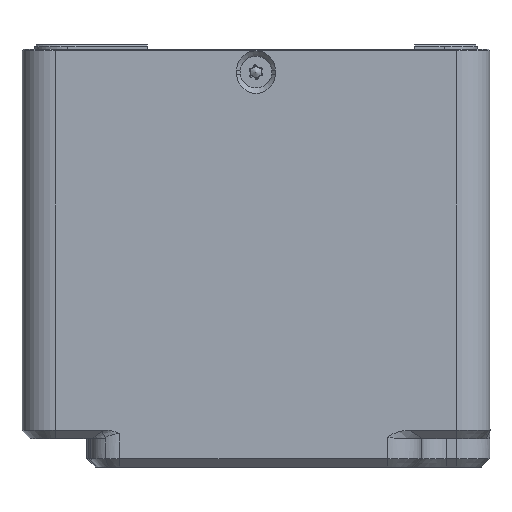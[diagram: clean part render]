
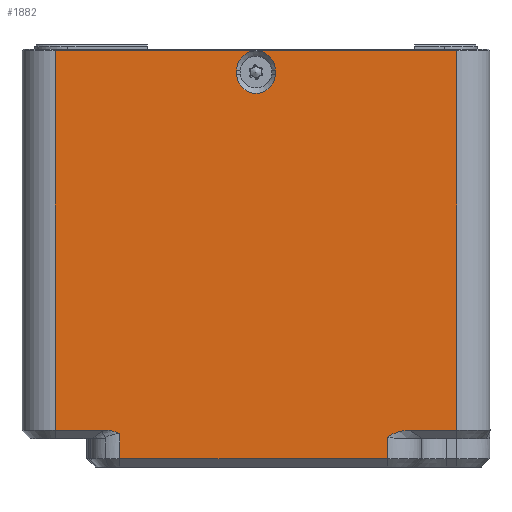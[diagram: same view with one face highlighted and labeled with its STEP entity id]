
A CAD part, front view. The second image highlights one B-rep face of the part: STEP entity #1882.
In plain terms, the highlighted planar face has unit normal (0, -1, 0).
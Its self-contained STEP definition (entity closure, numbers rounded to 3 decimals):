
#81 = CARTESIAN_POINT ( 'NONE',  ( 16.546, -28., -9.969 ) ) ;
#170 = AXIS2_PLACEMENT_3D ( 'NONE', #9195, #3475, #12218 ) ;
#531 = ORIENTED_EDGE ( 'NONE', *, *, #4597, .T. ) ;
#572 = VECTOR ( 'NONE', #9232, 1000. ) ;
#573 = CARTESIAN_POINT ( 'NONE',  ( -2.3, -28., 33. ) ) ;
#643 = ORIENTED_EDGE ( 'NONE', *, *, #13194, .T. ) ;
#820 = CARTESIAN_POINT ( 'NONE',  ( -24., -28., -13. ) ) ;
#830 = CARTESIAN_POINT ( 'NONE',  ( -24., -28., -9.6 ) ) ;
#952 = DIRECTION ( 'NONE',  ( 0., 0., 1. ) ) ;
#971 = CARTESIAN_POINT ( 'NONE',  ( -16.318, -28., -14. ) ) ;
#1594 = ORIENTED_EDGE ( 'NONE', *, *, #3181, .T. ) ;
#1618 = CARTESIAN_POINT ( 'NONE',  ( 24., -28., 36. ) ) ;
#1882 = ADVANCED_FACE ( 'NONE', ( #5951 ), #9043, .T. ) ;
#2000 = EDGE_CURVE ( 'NONE', #2422, #5392, #9801, .T. ) ;
#2062 = VERTEX_POINT ( 'NONE', #10671 ) ;
#2144 = CARTESIAN_POINT ( 'NONE',  ( -16.318, -28., -13. ) ) ;
#2294 = VERTEX_POINT ( 'NONE', #10861 ) ;
#2422 = VERTEX_POINT ( 'NONE', #14122 ) ;
#2509 = LINE ( 'NONE', #6890, #17039 ) ;
#2527 = CARTESIAN_POINT ( 'NONE',  ( -16.855, -28., -9.778 ) ) ;
#2853 = DIRECTION ( 'NONE',  ( 0., 1., 0. ) ) ;
#2854 = VERTEX_POINT ( 'NONE', #830 ) ;
#3181 = EDGE_CURVE ( 'NONE', #2062, #8212, #6358, .T. ) ;
#3475 = DIRECTION ( 'NONE',  ( 0., 1., 0. ) ) ;
#3850 = LINE ( 'NONE', #8278, #11678 ) ;
#4368 = VERTEX_POINT ( 'NONE', #17608 ) ;
#4393 = DIRECTION ( 'NONE',  ( 0., 0., -1. ) ) ;
#4454 = ORIENTED_EDGE ( 'NONE', *, *, #7717, .T. ) ;
#4518 = ORIENTED_EDGE ( 'NONE', *, *, #2000, .T. ) ;
#4592 = CARTESIAN_POINT ( 'NONE',  ( 24., -28., 35.8 ) ) ;
#4597 = EDGE_CURVE ( 'NONE', #5392, #16587, #8456, .T. ) ;
#4781 = EDGE_CURVE ( 'NONE', #15259, #5874, #12316, .T. ) ;
#5033 = DIRECTION ( 'NONE',  ( -1., 0., 0. ) ) ;
#5119 = CARTESIAN_POINT ( 'NONE',  ( 0., -28., 33.5 ) ) ;
#5313 = LINE ( 'NONE', #820, #5315 ) ;
#5315 = VECTOR ( 'NONE', #11445, 1000. ) ;
#5392 = VERTEX_POINT ( 'NONE', #11413 ) ;
#5443 = CARTESIAN_POINT ( 'NONE',  ( 2.3, -28., 33.5 ) ) ;
#5649 = CARTESIAN_POINT ( 'NONE',  ( -16.578, -28., -9.885 ) ) ;
#5874 = VERTEX_POINT ( 'NONE', #11519 ) ;
#5951 = FACE_OUTER_BOUND ( 'NONE', #12518, .T. ) ;
#5952 = EDGE_CURVE ( 'NONE', #11692, #2062, #3850, .T. ) ;
#6028 = CARTESIAN_POINT ( 'NONE',  ( -24., -28., 36. ) ) ;
#6156 = DIRECTION ( 'NONE',  ( -1., 0., 0. ) ) ;
#6358 = LINE ( 'NONE', #13611, #16897 ) ;
#6359 = CARTESIAN_POINT ( 'NONE',  ( 2.3, -28., 33. ) ) ;
#6890 = CARTESIAN_POINT ( 'NONE',  ( 15.75, -28., 36. ) ) ;
#7242 = ORIENTED_EDGE ( 'NONE', *, *, #14621, .T. ) ;
#7265 = EDGE_CURVE ( 'NONE', #4368, #9227, #2509, .T. ) ;
#7295 = CARTESIAN_POINT ( 'NONE',  ( 16.761, -28., -9.881 ) ) ;
#7389 = LINE ( 'NONE', #6028, #18294 ) ;
#7402 = ORIENTED_EDGE ( 'NONE', *, *, #5952, .T. ) ;
#7509 = LINE ( 'NONE', #16597, #572 ) ;
#7658 = DIRECTION ( 'NONE',  ( 0., 0., 1. ) ) ;
#7717 = EDGE_CURVE ( 'NONE', #5874, #2062, #16133, .T. ) ;
#7843 = EDGE_CURVE ( 'NONE', #16587, #4368, #5313, .T. ) ;
#8059 = ORIENTED_EDGE ( 'NONE', *, *, #9562, .T. ) ;
#8199 = LINE ( 'NONE', #11343, #19192 ) ;
#8212 = VERTEX_POINT ( 'NONE', #11043 ) ;
#8278 = CARTESIAN_POINT ( 'NONE',  ( -24., -28., 35.8 ) ) ;
#8456 = LINE ( 'NONE', #971, #16939 ) ;
#8596 = ORIENTED_EDGE ( 'NONE', *, *, #17669, .T. ) ;
#8728 = CARTESIAN_POINT ( 'NONE',  ( -17.71, -28., -9.6 ) ) ;
#8833 = CARTESIAN_POINT ( 'NONE',  ( 17.872, -28., -9.6 ) ) ;
#8900 = DIRECTION ( 'NONE',  ( 0., 0., -1. ) ) ;
#9043 = PLANE ( 'NONE',  #10053 ) ;
#9088 = DIRECTION ( 'NONE',  ( 0., 0., -1. ) ) ;
#9182 = LINE ( 'NONE', #1618, #14501 ) ;
#9195 = CARTESIAN_POINT ( 'NONE',  ( 0., -28., 33. ) ) ;
#9227 = VERTEX_POINT ( 'NONE', #15486 ) ;
#9232 = DIRECTION ( 'NONE',  ( 1., 0., 0. ) ) ;
#9333 = DIRECTION ( 'NONE',  ( -1., 0., 0. ) ) ;
#9449 = ORIENTED_EDGE ( 'NONE', *, *, #13862, .T. ) ;
#9562 = EDGE_CURVE ( 'NONE', #18526, #2294, #7509, .T. ) ;
#9801 = B_SPLINE_CURVE_WITH_KNOTS ( 'NONE', 3,
 ( #17273, #8728, #11658, #2527, #5649, #16088 ),
 .UNSPECIFIED., .F., .F.,
 ( 4, 2, 4 ),
 ( 0., 0.001, 0.002 ),
 .UNSPECIFIED. ) ;
#10053 = AXIS2_PLACEMENT_3D ( 'NONE', #11962, #17800, #10692 ) ;
#10215 = CARTESIAN_POINT ( 'NONE',  ( 18.336, -28., -9.6 ) ) ;
#10269 = ORIENTED_EDGE ( 'NONE', *, *, #14619, .T. ) ;
#10671 = CARTESIAN_POINT ( 'NONE',  ( 0., -28., 35.8 ) ) ;
#10692 = DIRECTION ( 'NONE',  ( -1., 0., 0. ) ) ;
#10861 = CARTESIAN_POINT ( 'NONE',  ( 24., -28., -9.6 ) ) ;
#11043 = CARTESIAN_POINT ( 'NONE',  ( -24., -28., 35.8 ) ) ;
#11343 = CARTESIAN_POINT ( 'NONE',  ( -16.318, -28., -9.6 ) ) ;
#11412 = ORIENTED_EDGE ( 'NONE', *, *, #7265, .T. ) ;
#11413 = CARTESIAN_POINT ( 'NONE',  ( -16.318, -28., -10.014 ) ) ;
#11445 = DIRECTION ( 'NONE',  ( 1., 0., 0. ) ) ;
#11519 = CARTESIAN_POINT ( 'NONE',  ( -2.3, -28., 33.5 ) ) ;
#11567 = ORIENTED_EDGE ( 'NONE', *, *, #4781, .T. ) ;
#11658 = CARTESIAN_POINT ( 'NONE',  ( -17.422, -28., -9.637 ) ) ;
#11678 = VECTOR ( 'NONE', #14213, 1000. ) ;
#11692 = VERTEX_POINT ( 'NONE', #4592 ) ;
#11763 = CARTESIAN_POINT ( 'NONE',  ( 16.136, -28., -10.176 ) ) ;
#11867 = CARTESIAN_POINT ( 'NONE',  ( 15.75, -28., -10.428 ) ) ;
#11962 = CARTESIAN_POINT ( 'NONE',  ( -24., -28., 36. ) ) ;
#12107 = LINE ( 'NONE', #18230, #16470 ) ;
#12186 = B_SPLINE_CURVE_WITH_KNOTS ( 'NONE', 3,
 ( #11867, #19143, #11763, #81, #7295, #14763, #8833, #10215 ),
 .UNSPECIFIED., .F., .F.,
 ( 4, 2, 2, 4 ),
 ( 0., 0.001, 0.001, 0.003 ),
 .UNSPECIFIED. ) ;
#12218 = DIRECTION ( 'NONE',  ( -1., 0., 0. ) ) ;
#12316 = LINE ( 'NONE', #17974, #16025 ) ;
#12398 = DIRECTION ( 'NONE',  ( 0., 1., 0. ) ) ;
#12518 = EDGE_LOOP ( 'NONE', ( #17458, #11567, #4454, #1594, #7242, #9449, #4518, #531, #17880, #11412, #10269, #8059, #12696, #7402, #643, #8596 ) ) ;
#12538 = DIRECTION ( 'NONE',  ( 0., 0., -1. ) ) ;
#12696 = ORIENTED_EDGE ( 'NONE', *, *, #12969, .F. ) ;
#12969 = EDGE_CURVE ( 'NONE', #11692, #2294, #9182, .T. ) ;
#13194 = EDGE_CURVE ( 'NONE', #2062, #16973, #15725, .T. ) ;
#13611 = CARTESIAN_POINT ( 'NONE',  ( -24., -28., 35.8 ) ) ;
#13862 = EDGE_CURVE ( 'NONE', #2854, #2422, #8199, .T. ) ;
#14122 = CARTESIAN_POINT ( 'NONE',  ( -18.004, -28., -9.6 ) ) ;
#14213 = DIRECTION ( 'NONE',  ( -1., 0., 0. ) ) ;
#14470 = CIRCLE ( 'NONE', #170, 2.3 ) ;
#14501 = VECTOR ( 'NONE', #8900, 1000. ) ;
#14619 = EDGE_CURVE ( 'NONE', #9227, #18526, #12186, .T. ) ;
#14621 = EDGE_CURVE ( 'NONE', #8212, #2854, #7389, .T. ) ;
#14763 = CARTESIAN_POINT ( 'NONE',  ( 17.42, -28., -9.67 ) ) ;
#14803 = AXIS2_PLACEMENT_3D ( 'NONE', #19078, #2853, #9333 ) ;
#15259 = VERTEX_POINT ( 'NONE', #573 ) ;
#15486 = CARTESIAN_POINT ( 'NONE',  ( 15.75, -28., -10.428 ) ) ;
#15725 = CIRCLE ( 'NONE', #14803, 2.3 ) ;
#16025 = VECTOR ( 'NONE', #7658, 1000. ) ;
#16088 = CARTESIAN_POINT ( 'NONE',  ( -16.318, -28., -10.014 ) ) ;
#16097 = EDGE_CURVE ( 'NONE', #16828, #15259, #14470, .T. ) ;
#16133 = CIRCLE ( 'NONE', #18638, 2.3 ) ;
#16470 = VECTOR ( 'NONE', #9088, 1000. ) ;
#16587 = VERTEX_POINT ( 'NONE', #2144 ) ;
#16597 = CARTESIAN_POINT ( 'NONE',  ( 24., -28., -9.6 ) ) ;
#16828 = VERTEX_POINT ( 'NONE', #6359 ) ;
#16897 = VECTOR ( 'NONE', #6156, 1000. ) ;
#16939 = VECTOR ( 'NONE', #12538, 1000. ) ;
#16973 = VERTEX_POINT ( 'NONE', #5443 ) ;
#17039 = VECTOR ( 'NONE', #952, 1000. ) ;
#17273 = CARTESIAN_POINT ( 'NONE',  ( -18.004, -28., -9.6 ) ) ;
#17458 = ORIENTED_EDGE ( 'NONE', *, *, #16097, .T. ) ;
#17608 = CARTESIAN_POINT ( 'NONE',  ( 15.75, -28., -13. ) ) ;
#17669 = EDGE_CURVE ( 'NONE', #16973, #16828, #12107, .T. ) ;
#17800 = DIRECTION ( 'NONE',  ( 0., -1., 0. ) ) ;
#17880 = ORIENTED_EDGE ( 'NONE', *, *, #7843, .T. ) ;
#17974 = CARTESIAN_POINT ( 'NONE',  ( -2.3, -28., 33.5 ) ) ;
#18230 = CARTESIAN_POINT ( 'NONE',  ( 2.3, -28., 33. ) ) ;
#18294 = VECTOR ( 'NONE', #4393, 1000. ) ;
#18526 = VERTEX_POINT ( 'NONE', #18612 ) ;
#18612 = CARTESIAN_POINT ( 'NONE',  ( 18.336, -28., -9.6 ) ) ;
#18613 = DIRECTION ( 'NONE',  ( 1., 0., 0. ) ) ;
#18638 = AXIS2_PLACEMENT_3D ( 'NONE', #5119, #12398, #5033 ) ;
#19078 = CARTESIAN_POINT ( 'NONE',  ( 0., -28., 33.5 ) ) ;
#19143 = CARTESIAN_POINT ( 'NONE',  ( 15.938, -28., -10.296 ) ) ;
#19192 = VECTOR ( 'NONE', #18613, 1000. ) ;
